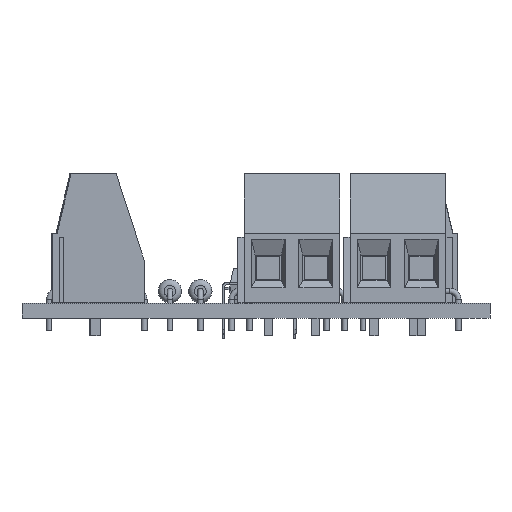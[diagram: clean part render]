
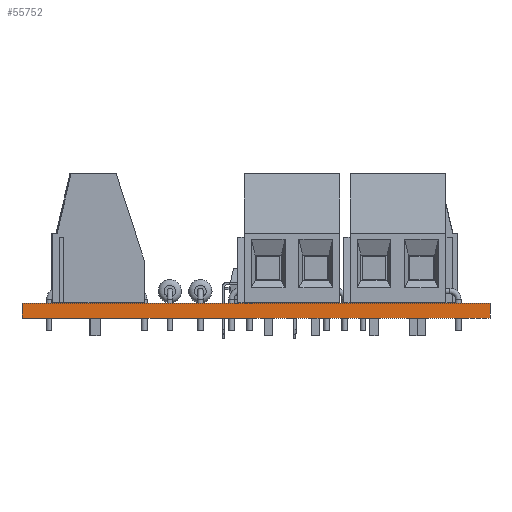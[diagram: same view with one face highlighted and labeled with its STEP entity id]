
A CAD part, front view. The second image highlights one B-rep face of the part: STEP entity #55752.
In plain terms, the highlighted planar face has unit normal (0, -1, 0).
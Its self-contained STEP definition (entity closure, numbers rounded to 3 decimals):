
#55752 = ADVANCED_FACE('',(#55753),#55767,.T.);
#55753 = FACE_BOUND('',#55754,.T.);
#55754 = EDGE_LOOP('',(#55755,#55790,#55818,#55846));
#55755 = ORIENTED_EDGE('',*,*,#55756,.T.);
#55756 = EDGE_CURVE('',#55757,#55759,#55761,.T.);
#55757 = VERTEX_POINT('',#55758);
#55758 = CARTESIAN_POINT('',(127.6,-93.,0.));
#55759 = VERTEX_POINT('',#55760);
#55760 = CARTESIAN_POINT('',(127.6,-93.,1.6));
#55761 = SURFACE_CURVE('',#55762,(#55766,#55778),.PCURVE_S1.);
#55762 = LINE('',#55763,#55764);
#55763 = CARTESIAN_POINT('',(127.6,-93.,0.));
#55764 = VECTOR('',#55765,1.);
#55765 = DIRECTION('',(0.,0.,1.));
#55766 = PCURVE('',#55767,#55772);
#55767 = PLANE('',#55768);
#55768 = AXIS2_PLACEMENT_3D('',#55769,#55770,#55771);
#55769 = CARTESIAN_POINT('',(127.6,-93.,0.));
#55770 = DIRECTION('',(0.,-1.,0.));
#55771 = DIRECTION('',(-1.,0.,0.));
#55772 = DEFINITIONAL_REPRESENTATION('',(#55773),#55777);
#55773 = LINE('',#55774,#55775);
#55774 = CARTESIAN_POINT('',(0.,-0.));
#55775 = VECTOR('',#55776,1.);
#55776 = DIRECTION('',(0.,-1.));
#55777 = ( GEOMETRIC_REPRESENTATION_CONTEXT(2) 
PARAMETRIC_REPRESENTATION_CONTEXT() REPRESENTATION_CONTEXT('2D SPACE',''
  ) );
#55778 = PCURVE('',#55779,#55784);
#55779 = PLANE('',#55780);
#55780 = AXIS2_PLACEMENT_3D('',#55781,#55782,#55783);
#55781 = CARTESIAN_POINT('',(127.6,-23.,0.));
#55782 = DIRECTION('',(1.,0.,-0.));
#55783 = DIRECTION('',(0.,-1.,0.));
#55784 = DEFINITIONAL_REPRESENTATION('',(#55785),#55789);
#55785 = LINE('',#55786,#55787);
#55786 = CARTESIAN_POINT('',(70.,0.));
#55787 = VECTOR('',#55788,1.);
#55788 = DIRECTION('',(0.,-1.));
#55789 = ( GEOMETRIC_REPRESENTATION_CONTEXT(2) 
PARAMETRIC_REPRESENTATION_CONTEXT() REPRESENTATION_CONTEXT('2D SPACE',''
  ) );
#55790 = ORIENTED_EDGE('',*,*,#55791,.T.);
#55791 = EDGE_CURVE('',#55759,#55792,#55794,.T.);
#55792 = VERTEX_POINT('',#55793);
#55793 = CARTESIAN_POINT('',(77.6,-93.,1.6));
#55794 = SURFACE_CURVE('',#55795,(#55799,#55806),.PCURVE_S1.);
#55795 = LINE('',#55796,#55797);
#55796 = CARTESIAN_POINT('',(127.6,-93.,1.6));
#55797 = VECTOR('',#55798,1.);
#55798 = DIRECTION('',(-1.,0.,0.));
#55799 = PCURVE('',#55767,#55800);
#55800 = DEFINITIONAL_REPRESENTATION('',(#55801),#55805);
#55801 = LINE('',#55802,#55803);
#55802 = CARTESIAN_POINT('',(0.,-1.6));
#55803 = VECTOR('',#55804,1.);
#55804 = DIRECTION('',(1.,0.));
#55805 = ( GEOMETRIC_REPRESENTATION_CONTEXT(2) 
PARAMETRIC_REPRESENTATION_CONTEXT() REPRESENTATION_CONTEXT('2D SPACE',''
  ) );
#55806 = PCURVE('',#55807,#55812);
#55807 = PLANE('',#55808);
#55808 = AXIS2_PLACEMENT_3D('',#55809,#55810,#55811);
#55809 = CARTESIAN_POINT('',(102.6,-58.,1.6));
#55810 = DIRECTION('',(-0.,-0.,-1.));
#55811 = DIRECTION('',(-1.,0.,0.));
#55812 = DEFINITIONAL_REPRESENTATION('',(#55813),#55817);
#55813 = LINE('',#55814,#55815);
#55814 = CARTESIAN_POINT('',(-25.,-35.));
#55815 = VECTOR('',#55816,1.);
#55816 = DIRECTION('',(1.,0.));
#55817 = ( GEOMETRIC_REPRESENTATION_CONTEXT(2) 
PARAMETRIC_REPRESENTATION_CONTEXT() REPRESENTATION_CONTEXT('2D SPACE',''
  ) );
#55818 = ORIENTED_EDGE('',*,*,#55819,.F.);
#55819 = EDGE_CURVE('',#55820,#55792,#55822,.T.);
#55820 = VERTEX_POINT('',#55821);
#55821 = CARTESIAN_POINT('',(77.6,-93.,0.));
#55822 = SURFACE_CURVE('',#55823,(#55827,#55834),.PCURVE_S1.);
#55823 = LINE('',#55824,#55825);
#55824 = CARTESIAN_POINT('',(77.6,-93.,0.));
#55825 = VECTOR('',#55826,1.);
#55826 = DIRECTION('',(0.,0.,1.));
#55827 = PCURVE('',#55767,#55828);
#55828 = DEFINITIONAL_REPRESENTATION('',(#55829),#55833);
#55829 = LINE('',#55830,#55831);
#55830 = CARTESIAN_POINT('',(50.,0.));
#55831 = VECTOR('',#55832,1.);
#55832 = DIRECTION('',(0.,-1.));
#55833 = ( GEOMETRIC_REPRESENTATION_CONTEXT(2) 
PARAMETRIC_REPRESENTATION_CONTEXT() REPRESENTATION_CONTEXT('2D SPACE',''
  ) );
#55834 = PCURVE('',#55835,#55840);
#55835 = PLANE('',#55836);
#55836 = AXIS2_PLACEMENT_3D('',#55837,#55838,#55839);
#55837 = CARTESIAN_POINT('',(77.6,-93.,0.));
#55838 = DIRECTION('',(-1.,0.,0.));
#55839 = DIRECTION('',(0.,1.,0.));
#55840 = DEFINITIONAL_REPRESENTATION('',(#55841),#55845);
#55841 = LINE('',#55842,#55843);
#55842 = CARTESIAN_POINT('',(0.,0.));
#55843 = VECTOR('',#55844,1.);
#55844 = DIRECTION('',(0.,-1.));
#55845 = ( GEOMETRIC_REPRESENTATION_CONTEXT(2) 
PARAMETRIC_REPRESENTATION_CONTEXT() REPRESENTATION_CONTEXT('2D SPACE',''
  ) );
#55846 = ORIENTED_EDGE('',*,*,#55847,.F.);
#55847 = EDGE_CURVE('',#55757,#55820,#55848,.T.);
#55848 = SURFACE_CURVE('',#55849,(#55853,#55860),.PCURVE_S1.);
#55849 = LINE('',#55850,#55851);
#55850 = CARTESIAN_POINT('',(127.6,-93.,0.));
#55851 = VECTOR('',#55852,1.);
#55852 = DIRECTION('',(-1.,0.,0.));
#55853 = PCURVE('',#55767,#55854);
#55854 = DEFINITIONAL_REPRESENTATION('',(#55855),#55859);
#55855 = LINE('',#55856,#55857);
#55856 = CARTESIAN_POINT('',(0.,-0.));
#55857 = VECTOR('',#55858,1.);
#55858 = DIRECTION('',(1.,0.));
#55859 = ( GEOMETRIC_REPRESENTATION_CONTEXT(2) 
PARAMETRIC_REPRESENTATION_CONTEXT() REPRESENTATION_CONTEXT('2D SPACE',''
  ) );
#55860 = PCURVE('',#55861,#55866);
#55861 = PLANE('',#55862);
#55862 = AXIS2_PLACEMENT_3D('',#55863,#55864,#55865);
#55863 = CARTESIAN_POINT('',(102.6,-58.,0.));
#55864 = DIRECTION('',(-0.,-0.,-1.));
#55865 = DIRECTION('',(-1.,0.,0.));
#55866 = DEFINITIONAL_REPRESENTATION('',(#55867),#55871);
#55867 = LINE('',#55868,#55869);
#55868 = CARTESIAN_POINT('',(-25.,-35.));
#55869 = VECTOR('',#55870,1.);
#55870 = DIRECTION('',(1.,0.));
#55871 = ( GEOMETRIC_REPRESENTATION_CONTEXT(2) 
PARAMETRIC_REPRESENTATION_CONTEXT() REPRESENTATION_CONTEXT('2D SPACE',''
  ) );
